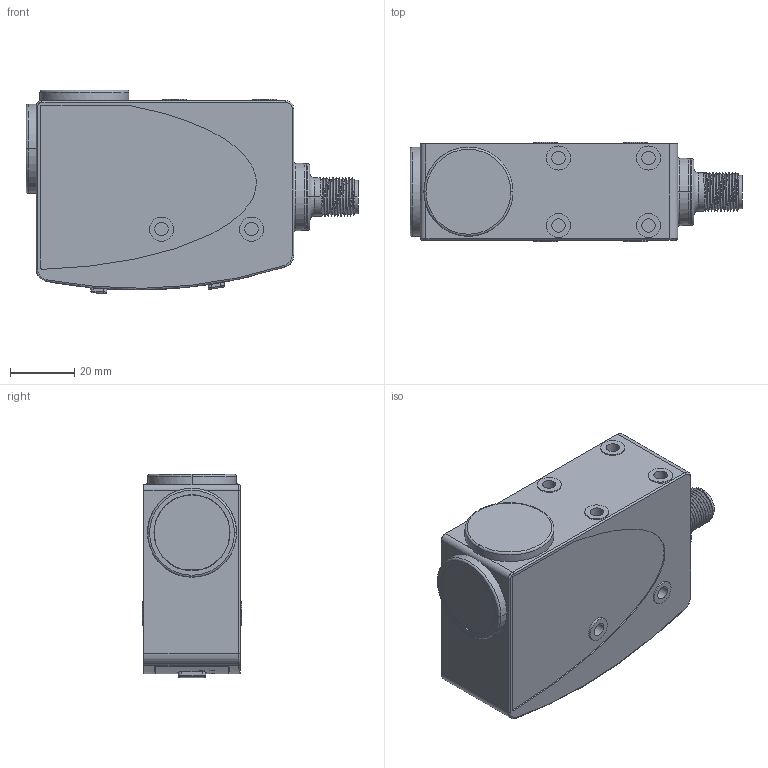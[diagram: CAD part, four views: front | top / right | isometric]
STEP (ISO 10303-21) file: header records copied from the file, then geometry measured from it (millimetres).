
FILE_DESCRIPTION((''),'2;1');
FILE_NAME('141684_SW','2008-07-03T',('banengservice'),('BANNER ENGINEERING'),'PRO/ENGINEER BY PARAMETRIC TECHNOLOGY CORPORATION, 2006170','PRO/ENGINEER BY PARAMETRIC TECHNOLOGY CORPORATION, 2006170','');
FILE_SCHEMA(('CONFIG_CONTROL_DESIGN'));
Products named in the file (1): 141684_SW
Bounding box: 103.28 x 30.8 x 63.25 mm (x, y, z)
Volume: 57248.8 mm3; surface area: 44485.2 mm2
Topology: 2 solids, 2 shells, 1149 faces, 2784 edges, 1698 vertices
Faces by surface type: cylinder 386, plane 361, bspline 165, cone 102, torus 92, sphere 40, revolution 2, extrusion 1
Entity records: 47685 total; most frequent: CARTESIAN_POINT 21721, ORIENTED_EDGE 5552, DIRECTION 5184, EDGE_CURVE 2776, AXIS2_PLACEMENT_3D 2009, VERTEX_POINT 1698, EDGE_LOOP 1286, VECTOR 1164
